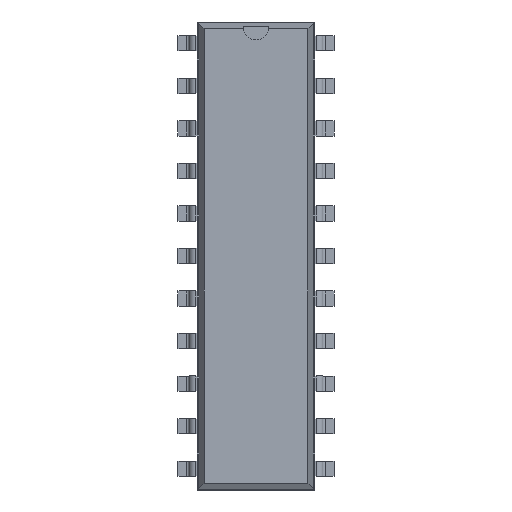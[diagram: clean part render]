
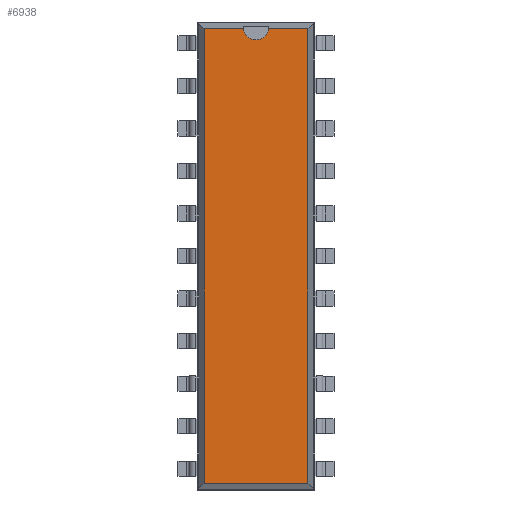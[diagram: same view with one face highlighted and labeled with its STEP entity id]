
A CAD part, top view. The second image highlights one B-rep face of the part: STEP entity #6938.
In plain terms, the highlighted planar face has unit normal (0, 0, 1).
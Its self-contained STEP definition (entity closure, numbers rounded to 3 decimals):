
#27=VECTOR('',#28,1.);
#28=DIRECTION('',(0.,1.,0.));
#34=VECTOR('',#35,1.);
#35=DIRECTION('',(-1.,0.,0.));
#41=VECTOR('',#42,1.);
#42=DIRECTION('',(0.,-1.,0.));
#46=VECTOR('',#47,1.);
#47=DIRECTION('',(1.,0.,0.));
#50=DIRECTION('',(0.,0.,-1.));
#1327=DIRECTION('',(0.,0.,-1.));
#4655=VERTEX_POINT('',#4656);
#4656=CARTESIAN_POINT('',(3.101,13.571,3.68));
#4658=ORIENTED_EDGE('',*,*,#4659,.F.);
#4659=EDGE_CURVE('',#4660,#4655,#4662,.T.);
#4660=VERTEX_POINT('',#4661);
#4661=CARTESIAN_POINT('',(3.101,-13.571,3.68));
#4662=LINE('',#4661,#27);
#5760=VERTEX_POINT('',#5761);
#5761=CARTESIAN_POINT('',(-3.101,13.571,3.68));
#5763=ORIENTED_EDGE('',*,*,#5764,.F.);
#5764=EDGE_CURVE('',#5765,#5760,#5767,.T.);
#5765=VERTEX_POINT('',#5766);
#5766=CARTESIAN_POINT('',(-0.746,13.571,3.68));
#5767=LINE('',#4656,#34);
#5786=VERTEX_POINT('',#5787);
#5787=CARTESIAN_POINT('',(0.746,13.571,3.68));
#5793=ORIENTED_EDGE('',*,*,#5794,.F.);
#5794=EDGE_CURVE('',#4655,#5786,#5767,.T.);
#5835=VERTEX_POINT('',#5836);
#5836=CARTESIAN_POINT('',(-3.101,-13.571,3.68));
#5838=ORIENTED_EDGE('',*,*,#5839,.F.);
#5839=EDGE_CURVE('',#5760,#5835,#5840,.T.);
#5840=LINE('',#5761,#41);
#6933=ORIENTED_EDGE('',*,*,#6934,.F.);
#6934=EDGE_CURVE('',#5835,#4660,#6935,.T.);
#6935=LINE('',#5836,#46);
#6938=ADVANCED_FACE('',(#6939),#6950,.F.);
#6939=FACE_BOUND('',#6940,.F.);
#6940=EDGE_LOOP('',(#4658,#6933,#5838,#5763,#6941,#6948,#5793));
#6941=ORIENTED_EDGE('',*,*,#6942,.F.);
#6942=EDGE_CURVE('',#6943,#5765,#6945,.T.);
#6943=VERTEX_POINT('',#6944);
#6944=CARTESIAN_POINT('',(0.,12.896,3.68));
#6945=CIRCLE('',#6946,0.75);
#6946=AXIS2_PLACEMENT_3D('',#6947,#1327,#42);
#6947=CARTESIAN_POINT('',(0.,13.646,3.68));
#6948=ORIENTED_EDGE('',*,*,#6949,.F.);
#6949=EDGE_CURVE('',#5786,#6943,#6945,.T.);
#6950=PLANE('',#6951);
#6951=AXIS2_PLACEMENT_3D('',#4661,#50,#6952);
#6952=DIRECTION('',(-0.223,0.975,0.));
